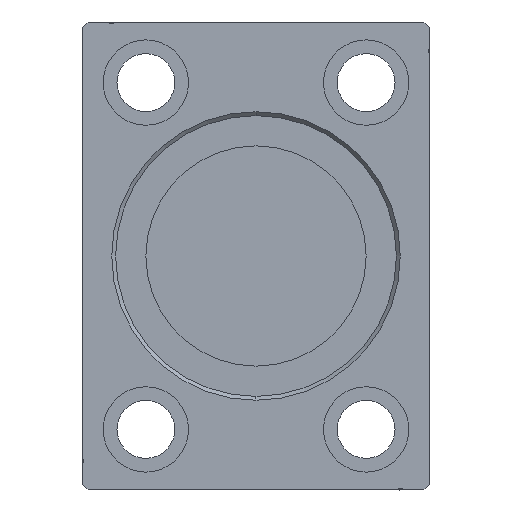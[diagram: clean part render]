
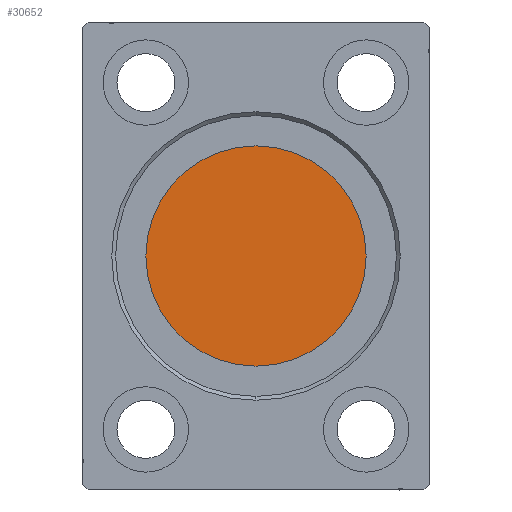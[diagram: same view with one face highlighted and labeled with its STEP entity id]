
A CAD part, left-side view. The second image highlights one B-rep face of the part: STEP entity #30652.
In plain terms, the highlighted planar face has unit normal (-1, 0, 0).
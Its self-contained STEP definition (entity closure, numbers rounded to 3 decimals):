
#1871 = DIRECTION ( 'NONE',  ( 0., 0., 1. ) ) ;
#6376 = EDGE_CURVE ( 'NONE', #21641, #6522, #8481, .T. ) ;
#6522 = VERTEX_POINT ( 'NONE', #39845 ) ;
#6771 = DIRECTION ( 'NONE',  ( -1., 0., 0. ) ) ;
#8481 = CIRCLE ( 'NONE', #9845, 20. ) ;
#8831 = AXIS2_PLACEMENT_3D ( 'NONE', #15806, #21832, #1871 ) ;
#9845 = AXIS2_PLACEMENT_3D ( 'NONE', #10197, #6771, #39415 ) ;
#10197 = CARTESIAN_POINT ( 'NONE',  ( 205.7, 0., 0. ) ) ;
#10274 = ORIENTED_EDGE ( 'NONE', *, *, #6376, .T. ) ;
#11073 = EDGE_CURVE ( 'NONE', #6522, #21641, #42103, .T. ) ;
#13009 = ORIENTED_EDGE ( 'NONE', *, *, #11073, .T. ) ;
#15806 = CARTESIAN_POINT ( 'NONE',  ( 205.7, 0., 0. ) ) ;
#21641 = VERTEX_POINT ( 'NONE', #41636 ) ;
#21832 = DIRECTION ( 'NONE',  ( -1., 0., 0. ) ) ;
#24300 = AXIS2_PLACEMENT_3D ( 'NONE', #26983, #29980, #26556 ) ;
#25317 = EDGE_LOOP ( 'NONE', ( #13009, #10274 ) ) ;
#26556 = DIRECTION ( 'NONE',  ( 0., 0., 1. ) ) ;
#26983 = CARTESIAN_POINT ( 'NONE',  ( 205.7, 0., 0. ) ) ;
#29980 = DIRECTION ( 'NONE',  ( -1., 0., 0. ) ) ;
#30652 = ADVANCED_FACE ( 'NONE', ( #32114 ), #31280, .T. ) ;
#31280 = PLANE ( 'NONE',  #8831 ) ;
#32114 = FACE_OUTER_BOUND ( 'NONE', #25317, .T. ) ;
#39415 = DIRECTION ( 'NONE',  ( 0., 0., 1. ) ) ;
#39845 = CARTESIAN_POINT ( 'NONE',  ( 205.7, 0., 20. ) ) ;
#41636 = CARTESIAN_POINT ( 'NONE',  ( 205.7, 0., -20. ) ) ;
#42103 = CIRCLE ( 'NONE', #24300, 20. ) ;
